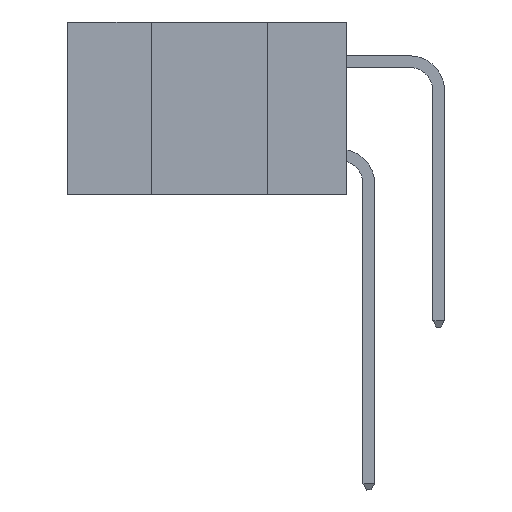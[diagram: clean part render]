
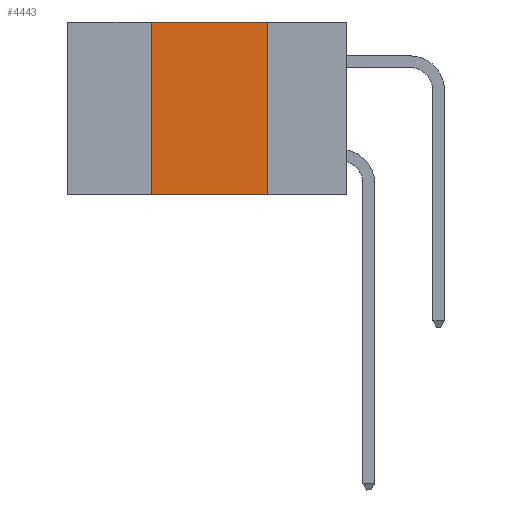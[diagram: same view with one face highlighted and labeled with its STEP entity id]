
A CAD part, left-side view. The second image highlights one B-rep face of the part: STEP entity #4443.
In plain terms, the highlighted planar face has unit normal (-1, 0, 0).
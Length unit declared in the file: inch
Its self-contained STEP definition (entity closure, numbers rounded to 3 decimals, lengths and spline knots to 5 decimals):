
#416 = ORIENTED_EDGE ( 'NONE', *, *, #16908, .T. ) ;
#1796 = DIRECTION ( 'NONE',  ( 0., 0., 1. ) ) ;
#3266 = VERTEX_POINT ( 'NONE', #36575 ) ;
#3893 = VECTOR ( 'NONE', #1796, 39.37008 ) ;
#4177 = ORIENTED_EDGE ( 'NONE', *, *, #10330, .F. ) ;
#4202 = DIRECTION ( 'NONE',  ( 0., 0., -1. ) ) ;
#4443 = ADVANCED_FACE ( 'NONE', ( #27763 ), #19142, .F. ) ;
#4747 = DIRECTION ( 'NONE',  ( 0., -1., 0. ) ) ;
#5502 = LINE ( 'NONE', #11362, #10578 ) ;
#5934 = AXIS2_PLACEMENT_3D ( 'NONE', #30376, #36585, #10282 ) ;
#7567 = LINE ( 'NONE', #27137, #36464 ) ;
#8150 = DIRECTION ( 'NONE',  ( 0., -1., 0. ) ) ;
#9186 = CARTESIAN_POINT ( 'NONE',  ( 0., 0.42, -0.37 ) ) ;
#10089 = LINE ( 'NONE', #19321, #3893 ) ;
#10282 = DIRECTION ( 'NONE',  ( 0., 0., -1. ) ) ;
#10316 = CARTESIAN_POINT ( 'NONE',  ( 0., 0.17, -0.37 ) ) ;
#10330 = EDGE_CURVE ( 'NONE', #30714, #3266, #7567, .T. ) ;
#10578 = VECTOR ( 'NONE', #8150, 39.37008 ) ;
#11362 = CARTESIAN_POINT ( 'NONE',  ( 0., 0.6, -0.37 ) ) ;
#15953 = VERTEX_POINT ( 'NONE', #10316 ) ;
#16266 = EDGE_CURVE ( 'NONE', #33062, #30714, #10089, .T. ) ;
#16908 = EDGE_CURVE ( 'NONE', #33062, #15953, #5502, .T. ) ;
#19142 = PLANE ( 'NONE',  #5934 ) ;
#19321 = CARTESIAN_POINT ( 'NONE',  ( 0., 0.42, 0. ) ) ;
#20664 = ORIENTED_EDGE ( 'NONE', *, *, #25325, .F. ) ;
#25325 = EDGE_CURVE ( 'NONE', #3266, #15953, #29589, .T. ) ;
#26604 = EDGE_LOOP ( 'NONE', ( #20664, #4177, #35730, #416 ) ) ;
#27137 = CARTESIAN_POINT ( 'NONE',  ( 0., 0.6, 0. ) ) ;
#27331 = CARTESIAN_POINT ( 'NONE',  ( 0., 0.17, 0. ) ) ;
#27763 = FACE_OUTER_BOUND ( 'NONE', #26604, .T. ) ;
#28904 = VECTOR ( 'NONE', #4202, 39.37008 ) ;
#29589 = LINE ( 'NONE', #27331, #28904 ) ;
#30376 = CARTESIAN_POINT ( 'NONE',  ( 0., 0.6, 0. ) ) ;
#30714 = VERTEX_POINT ( 'NONE', #35580 ) ;
#33062 = VERTEX_POINT ( 'NONE', #9186 ) ;
#35580 = CARTESIAN_POINT ( 'NONE',  ( 0., 0.42, 0. ) ) ;
#35730 = ORIENTED_EDGE ( 'NONE', *, *, #16266, .F. ) ;
#36464 = VECTOR ( 'NONE', #4747, 39.37008 ) ;
#36575 = CARTESIAN_POINT ( 'NONE',  ( 0., 0.17, 0. ) ) ;
#36585 = DIRECTION ( 'NONE',  ( 1., 0., 0. ) ) ;
